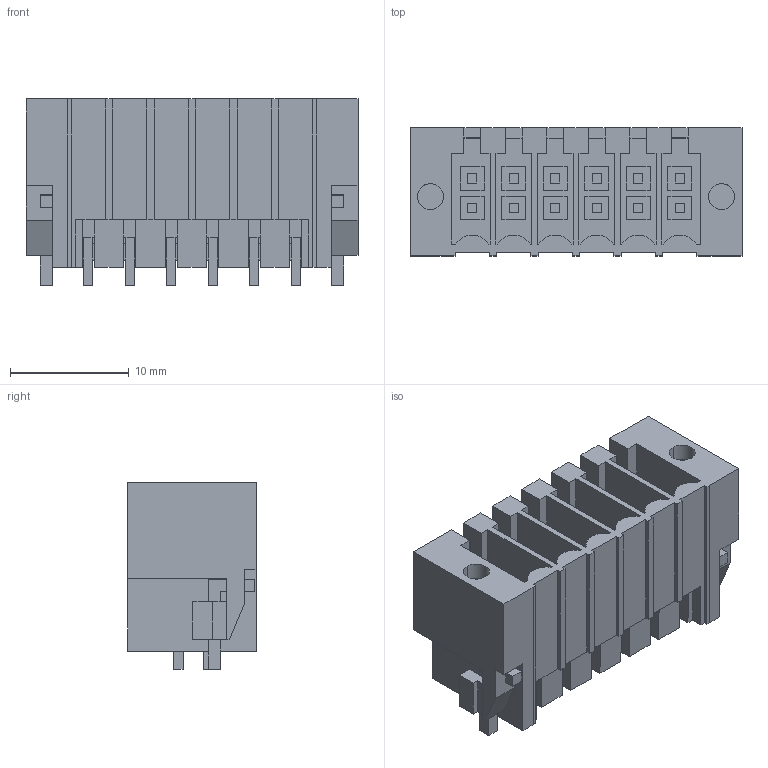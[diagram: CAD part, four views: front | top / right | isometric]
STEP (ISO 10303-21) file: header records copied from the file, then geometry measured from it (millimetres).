
FILE_DESCRIPTION(('CATIA V5 STEP Exchange','CAx-IF Rec.Pracs.--- Model Styling and Organization---1.2---2011-12-15'),'2;1');
FILE_NAME ('D1451409_0', '2018-03-29T13:13:07+00:00', ('none'), ('Weidmueller'), 'CATIA Version 5-6 Release 2014', 'CATIA V5 STEP AP214', 'none');
FILE_SCHEMA(('AUTOMOTIVE_DESIGN { 1 0 10303 214 1 1 1 1 }'));
Length unit declared in the file: millimetre
Products named in the file (1): 1358680000
Bounding box: 28 x 10.8 x 15.7 mm (x, y, z)
Volume: 2356.1 mm3; surface area: 4527.7 mm2
Topology: 15 solids, 15 shells, 497 faces, 1427 edges, 981 vertices
Faces by surface type: plane 481, cylinder 16
Entity records: 15113 total; most frequent: ORIENTED_EDGE 2854, CARTESIAN_POINT 2735, DIRECTION 2011, EDGE_CURVE 1427, VECTOR 1395, LINE 1395, VERTEX_POINT 981, EDGE_LOOP 546
